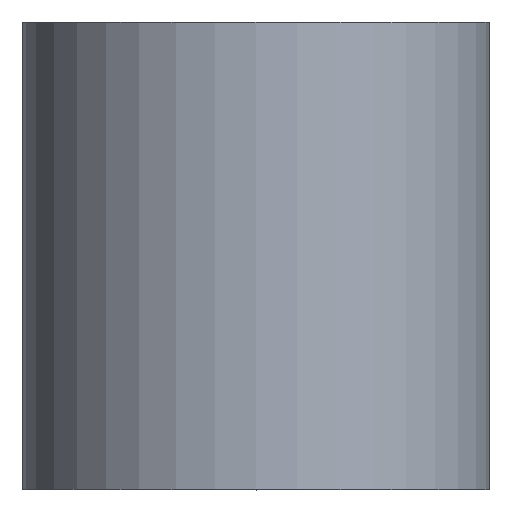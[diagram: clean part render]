
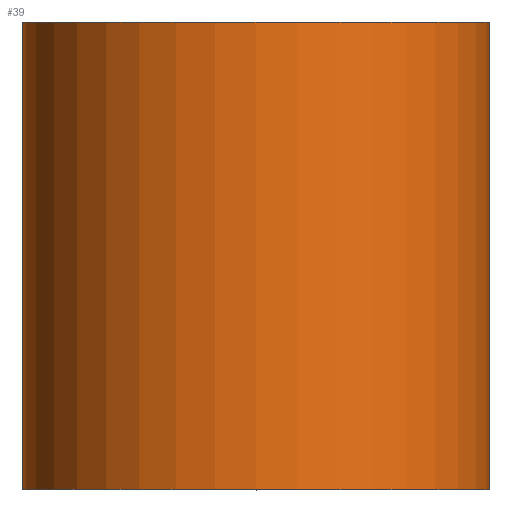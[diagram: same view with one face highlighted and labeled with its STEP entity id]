
A CAD part, top view. The second image highlights one B-rep face of the part: STEP entity #39.
In plain terms, the highlighted cylindrical face has radius 5 mm (diameter 10 mm), a full revolution.
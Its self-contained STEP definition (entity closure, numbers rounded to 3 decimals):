
#39 = ADVANCED_FACE( '', ( #80, #81 ), #82, .T. );
#80 = FACE_OUTER_BOUND( '', #121, .T. );
#81 = FACE_OUTER_BOUND( '', #122, .T. );
#82 = CYLINDRICAL_SURFACE( '', #123, 5. );
#121 = EDGE_LOOP( '', ( #162 ) );
#122 = EDGE_LOOP( '', ( #163 ) );
#123 = AXIS2_PLACEMENT_3D( '', #164, #165, #166 );
#162 = ORIENTED_EDGE( '', *, *, #203, .F. );
#163 = ORIENTED_EDGE( '', *, *, #196, .T. );
#164 = CARTESIAN_POINT( '', ( 0., 0., 0. ) );
#165 = DIRECTION( '', ( 0., 1., 0. ) );
#166 = DIRECTION( '', ( 0., 0., -1. ) );
#196 = EDGE_CURVE( '', #213, #213, #214, .T. );
#203 = EDGE_CURVE( '', #225, #225, #226, .T. );
#213 = VERTEX_POINT( '', #238 );
#214 = CIRCLE( '', #239, 5. );
#225 = VERTEX_POINT( '', #250 );
#226 = CIRCLE( '', #251, 5. );
#238 = CARTESIAN_POINT( '', ( 0., 5., -5. ) );
#239 = AXIS2_PLACEMENT_3D( '', #262, #263, #264 );
#250 = CARTESIAN_POINT( '', ( 0., -5., -5. ) );
#251 = AXIS2_PLACEMENT_3D( '', #277, #278, #279 );
#262 = CARTESIAN_POINT( '', ( 0., 5., 0. ) );
#263 = DIRECTION( '', ( 0., -1., 0. ) );
#264 = DIRECTION( '', ( 0., 0., -1. ) );
#277 = CARTESIAN_POINT( '', ( 0., -5., 0. ) );
#278 = DIRECTION( '', ( 0., -1., 0. ) );
#279 = DIRECTION( '', ( 0., 0., -1. ) );
